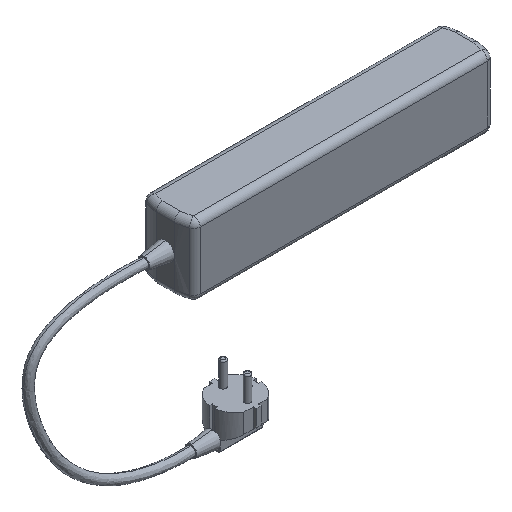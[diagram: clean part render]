
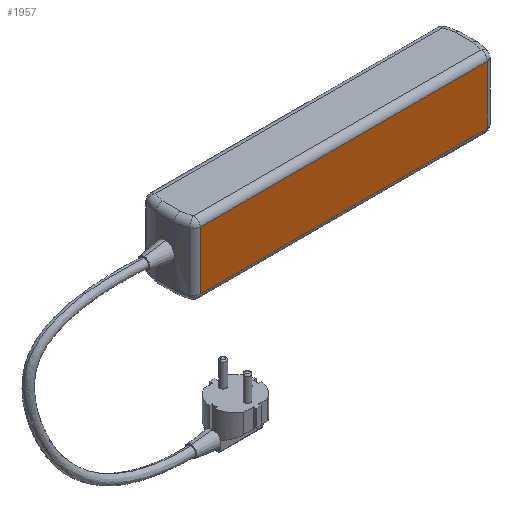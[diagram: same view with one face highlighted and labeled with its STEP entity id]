
A CAD part, isometric view. The second image highlights one B-rep face of the part: STEP entity #1957.
In plain terms, the highlighted planar face has unit normal (0, -1, 0).
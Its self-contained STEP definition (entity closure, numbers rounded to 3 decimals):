
#121 = CARTESIAN_POINT ( 'NONE',  ( 7.056, 0., 5. ) ) ;
#415 = DIRECTION ( 'NONE',  ( 0., 0., -1. ) ) ;
#497 = ORIENTED_EDGE ( 'NONE', *, *, #1124, .T. ) ;
#682 = ORIENTED_EDGE ( 'NONE', *, *, #1109, .T. ) ;
#890 = LINE ( 'NONE', #6960, #5533 ) ;
#1109 = EDGE_CURVE ( 'NONE', #2853, #6096, #4133, .T. ) ;
#1124 = EDGE_CURVE ( 'NONE', #3929, #1492, #890, .T. ) ;
#1386 = VECTOR ( 'NONE', #4421, 1000. ) ;
#1492 = VERTEX_POINT ( 'NONE', #7811 ) ;
#1597 = CARTESIAN_POINT ( 'NONE',  ( 7.056, 0., 0. ) ) ;
#1678 = CARTESIAN_POINT ( 'NONE',  ( 229.944, 0., 0. ) ) ;
#1810 = AXIS2_PLACEMENT_3D ( 'NONE', #3680, #7483, #3639 ) ;
#1957 = ADVANCED_FACE ( 'NONE', ( #7120 ), #4275, .F. ) ;
#2051 = EDGE_CURVE ( 'NONE', #1492, #2853, #3362, .T. ) ;
#2129 = VECTOR ( 'NONE', #415, 1000. ) ;
#2282 = ORIENTED_EDGE ( 'NONE', *, *, #2051, .T. ) ;
#2853 = VERTEX_POINT ( 'NONE', #3607 ) ;
#2953 = DIRECTION ( 'NONE',  ( 0., 0., 1. ) ) ;
#3362 = LINE ( 'NONE', #1678, #4743 ) ;
#3572 = EDGE_LOOP ( 'NONE', ( #7273, #497, #2282, #682 ) ) ;
#3607 = CARTESIAN_POINT ( 'NONE',  ( 229.944, 0., 50. ) ) ;
#3639 = DIRECTION ( 'NONE',  ( 0., 0., 1. ) ) ;
#3680 = CARTESIAN_POINT ( 'NONE',  ( 0., 0., 0. ) ) ;
#3929 = VERTEX_POINT ( 'NONE', #121 ) ;
#4133 = LINE ( 'NONE', #7575, #1386 ) ;
#4275 = PLANE ( 'NONE',  #1810 ) ;
#4304 = LINE ( 'NONE', #1597, #2129 ) ;
#4421 = DIRECTION ( 'NONE',  ( -1., 0., 0. ) ) ;
#4471 = DIRECTION ( 'NONE',  ( 1., 0., 0. ) ) ;
#4743 = VECTOR ( 'NONE', #2953, 1000. ) ;
#5533 = VECTOR ( 'NONE', #4471, 1000. ) ;
#6096 = VERTEX_POINT ( 'NONE', #7505 ) ;
#6960 = CARTESIAN_POINT ( 'NONE',  ( 0., 0., 5. ) ) ;
#7120 = FACE_OUTER_BOUND ( 'NONE', #3572, .T. ) ;
#7199 = EDGE_CURVE ( 'NONE', #6096, #3929, #4304, .T. ) ;
#7273 = ORIENTED_EDGE ( 'NONE', *, *, #7199, .T. ) ;
#7483 = DIRECTION ( 'NONE',  ( 0., 1., 0. ) ) ;
#7505 = CARTESIAN_POINT ( 'NONE',  ( 7.056, 0., 50. ) ) ;
#7575 = CARTESIAN_POINT ( 'NONE',  ( 0., 0., 50. ) ) ;
#7811 = CARTESIAN_POINT ( 'NONE',  ( 229.944, 0., 5. ) ) ;
